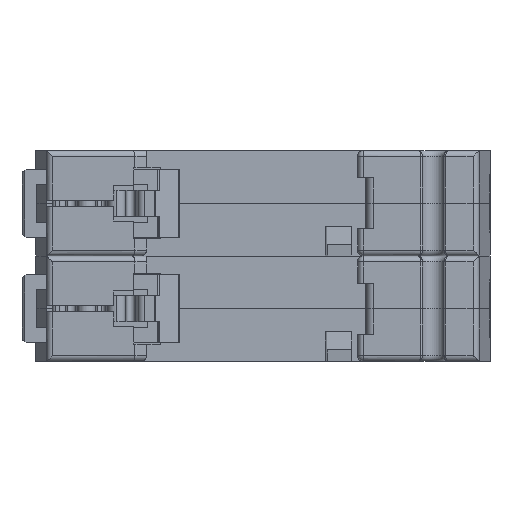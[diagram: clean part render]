
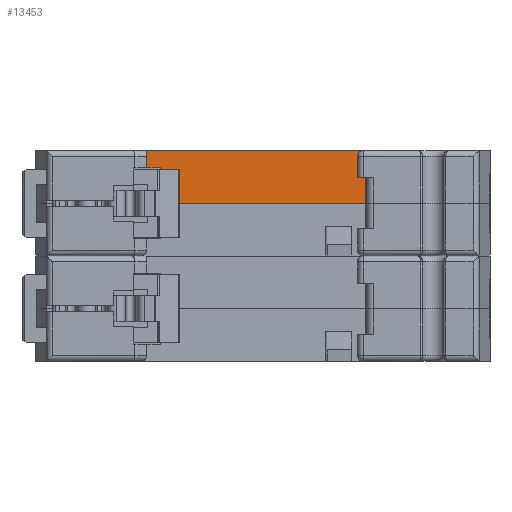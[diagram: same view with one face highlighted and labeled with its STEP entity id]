
A CAD part, front view. The second image highlights one B-rep face of the part: STEP entity #13453.
In plain terms, the highlighted planar face has unit normal (0, -1, 0).
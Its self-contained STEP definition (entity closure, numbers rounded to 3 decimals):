
#3393=PLANE('',#41773);
#6714=LINE('',#60583,#10626);
#6823=LINE('',#60936,#10735);
#7089=LINE('',#61556,#11001);
#7117=LINE('',#61621,#11029);
#7118=LINE('',#61623,#11030);
#7119=LINE('',#61625,#11031);
#10626=VECTOR('',#48854,1.);
#10735=VECTOR('',#49075,1.);
#11001=VECTOR('',#49587,1.);
#11029=VECTOR('',#49637,1.);
#11030=VECTOR('',#49640,1.);
#11031=VECTOR('',#49641,1.);
#13453=ADVANCED_FACE('',(#15482),#3393,.T.);
#15482=FACE_OUTER_BOUND('',#17527,.T.);
#17527=EDGE_LOOP('',(#24648,#24649,#24650,#24651,#24652,#24653));
#24648=ORIENTED_EDGE('',*,*,#36480,.F.);
#24649=ORIENTED_EDGE('',*,*,#36126,.F.);
#24650=ORIENTED_EDGE('',*,*,#36479,.T.);
#24651=ORIENTED_EDGE('',*,*,#35971,.F.);
#24652=ORIENTED_EDGE('',*,*,#36448,.F.);
#24653=ORIENTED_EDGE('',*,*,#36481,.T.);
#31476=VERTEX_POINT('',#60582);
#31477=VERTEX_POINT('',#60584);
#31610=VERTEX_POINT('',#60935);
#31611=VERTEX_POINT('',#60937);
#31833=VERTEX_POINT('',#61555);
#31856=VERTEX_POINT('',#61624);
#35971=EDGE_CURVE('',#31476,#31477,#6714,.T.);
#36126=EDGE_CURVE('',#31610,#31611,#6823,.T.);
#36448=EDGE_CURVE('',#31833,#31476,#7089,.T.);
#36479=EDGE_CURVE('',#31610,#31477,#7117,.T.);
#36480=EDGE_CURVE('',#31611,#31856,#7118,.T.);
#36481=EDGE_CURVE('',#31833,#31856,#7119,.T.);
#41773=AXIS2_PLACEMENT_3D('',#61626,#49642,#49643);
#48854=DIRECTION('',(1.,0.,0.));
#49075=DIRECTION('',(-1.,0.,0.));
#49587=DIRECTION('',(0.,0.,1.));
#49637=DIRECTION('',(0.,0.,1.));
#49640=DIRECTION('',(0.,0.,1.));
#49641=DIRECTION('',(1.,0.,0.));
#49642=DIRECTION('',(0.,-1.,0.));
#49643=DIRECTION('',(0.,0.,1.));
#60582=CARTESIAN_POINT('',(2.8,-59.78,-10.));
#60583=CARTESIAN_POINT('',(2.8,-59.78,-10.));
#60584=CARTESIAN_POINT('',(39.8,-59.78,-10.));
#60935=CARTESIAN_POINT('',(39.8,-59.78,-18.9));
#60936=CARTESIAN_POINT('',(39.8,-59.78,-18.9));
#60937=CARTESIAN_POINT('',(5.15,-59.78,-18.9));
#61555=CARTESIAN_POINT('',(2.8,-59.78,-12.94));
#61556=CARTESIAN_POINT('',(2.8,-59.78,-11.5));
#61621=CARTESIAN_POINT('',(39.8,-59.78,-11.5));
#61623=CARTESIAN_POINT('',(5.15,-59.78,-11.5));
#61624=CARTESIAN_POINT('',(5.15,-59.78,-12.94));
#61625=CARTESIAN_POINT('',(2.8,-59.78,-12.94));
#61626=CARTESIAN_POINT('',(2.8,-59.78,-11.5));
